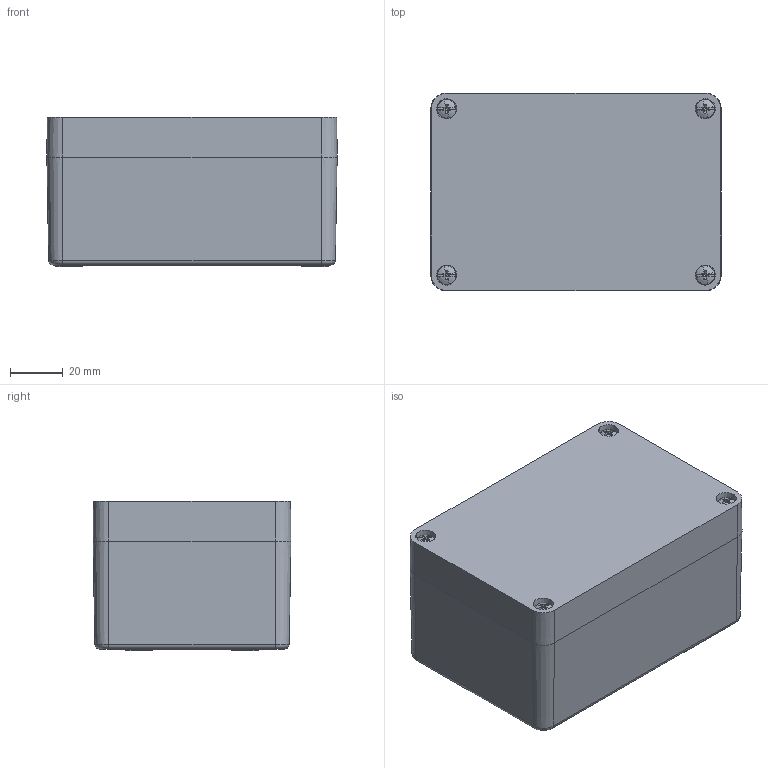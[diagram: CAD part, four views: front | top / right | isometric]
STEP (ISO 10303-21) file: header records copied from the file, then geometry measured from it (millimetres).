
FILE_DESCRIPTION(('CATIA V5R24 STEP','CAx-IF Rec.Pracs.--- Model Styling and Organization---1.2---2011-12-15'),'2;1');
FILE_NAME ('010919-5_2', '2018-05-07T07:21:07+00:00', ('Weidmueller Interface'), ('Weidmueller'), 'CATIA Version 5-6 Release 2014 SP4 HF52', 'CATIA V5 STEP AP214', 'none');
FILE_SCHEMA(('AUTOMOTIVE_DESIGN { 1 0 10303 214 1 1 1 1 }'));
Length unit declared in the file: millimetre
Products named in the file (1): KLIPPON_POK_081106 EX
Bounding box: 110 x 75 x 56.5 mm (x, y, z)
Volume: 175879.1 mm3; surface area: 79880.9 mm2
Topology: 7 solids, 7 shells, 657 faces, 1586 edges, 946 vertices
Faces by surface type: plane 263, cone 180, cylinder 126, torus 64, sphere 24
Entity records: 19526 total; most frequent: CARTESIAN_POINT 5031, ORIENTED_EDGE 3108, DIRECTION 2299, EDGE_CURVE 1554, AXIS2_PLACEMENT_3D 1100, VERTEX_POINT 946, EDGE_LOOP 710, VECTOR 688
